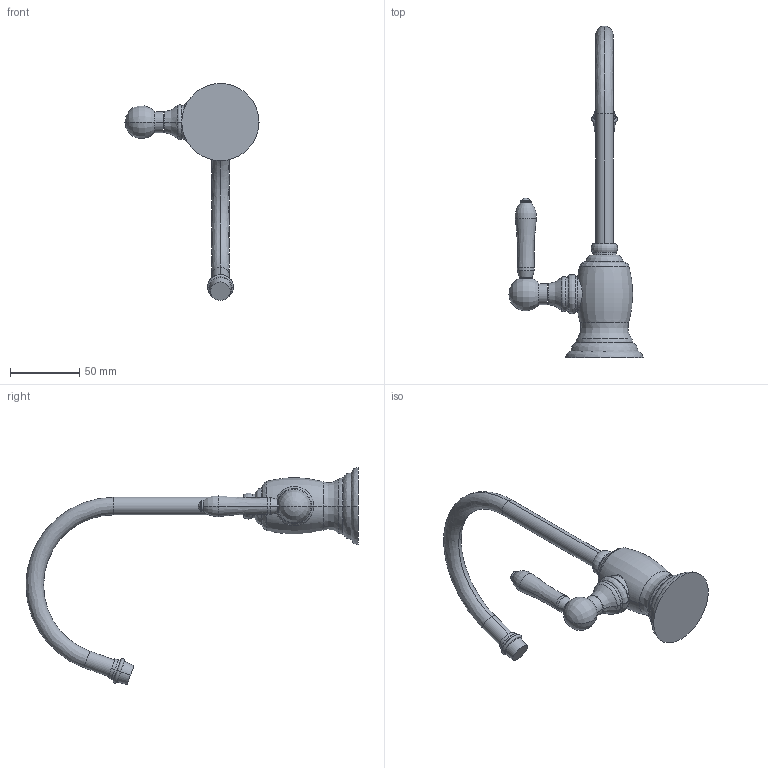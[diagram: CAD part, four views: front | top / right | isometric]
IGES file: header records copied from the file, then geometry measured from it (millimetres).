
Start section:  PTC IGES file: 1030-5623.igs
Global section: file name: 1030-5623.igs; native system: Creo Parametric by PTC Inc.; preprocessor: 2018400; author: jinson.thomas; organization: Unknown; date: 20210421.113613; units: inch
Bounding box: 96.98 x 240.16 x 157.02 mm (x, y, z)
Volume: 154457.4 mm3; surface area: 31317 mm2
Topology: 1 solids, 1 shells, 84 faces, 172 edges, 94 vertices
Faces by surface type: revolution 74, bspline 10
